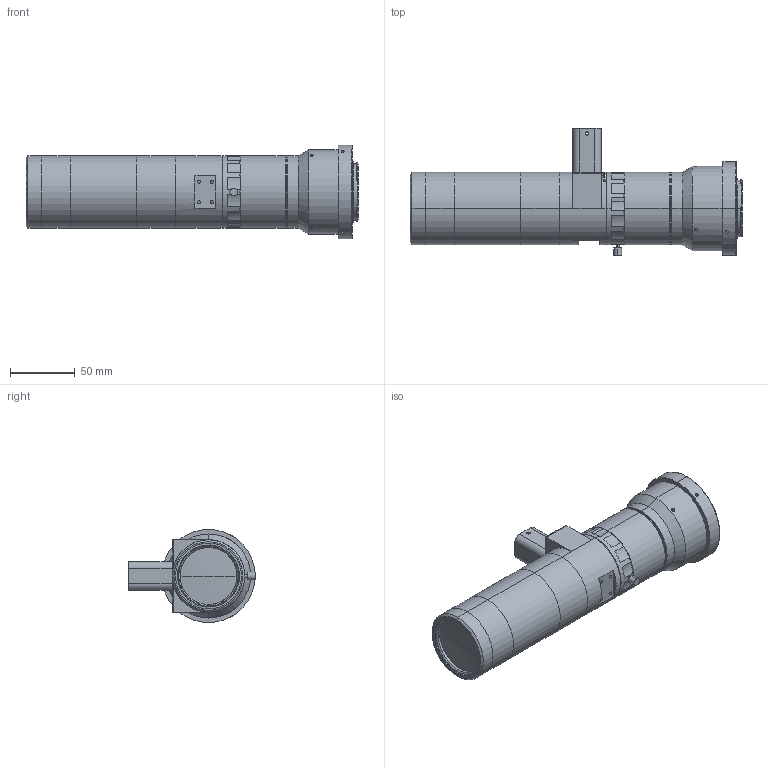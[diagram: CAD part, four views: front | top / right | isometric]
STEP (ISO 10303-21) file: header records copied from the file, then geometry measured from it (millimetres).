
FILE_DESCRIPTION (( 'STEP AP203' ), '1' );
FILE_NAME ('XF-MDT2X110D-D35-VI.STEP', '2019-03-07T02:05:17', ( 'lawlynn' ), ( '' ), 'SwSTEP 2.0', 'SolidWorks 2014', '' );
FILE_SCHEMA (( 'CONFIG_CONTROL_DESIGN' ));
Length unit declared in the file: millimetre
Products named in the file (1): XF-MDT2X110D-D35-VI
Bounding box: 256.56 x 98.5 x 72 mm (x, y, z)
Surface area: 74542.8 mm2 (no closed solid volume)
Topology: 0 solids, 30 shells, 276 faces, 923 edges, 650 vertices
Faces by surface type: cylinder 155, plane 90, cone 27, sphere 2, torus 2
Entity records: 11784 total; most frequent: CARTESIAN_POINT 3623, DIRECTION 1790, ORIENTED_EDGE 1474, EDGE_CURVE 923, AXIS2_PLACEMENT_3D 704, VERTEX_POINT 650, CIRCLE 427, VECTOR 382
